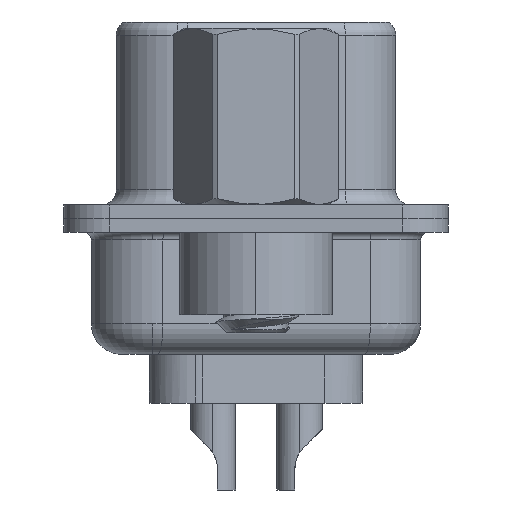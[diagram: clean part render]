
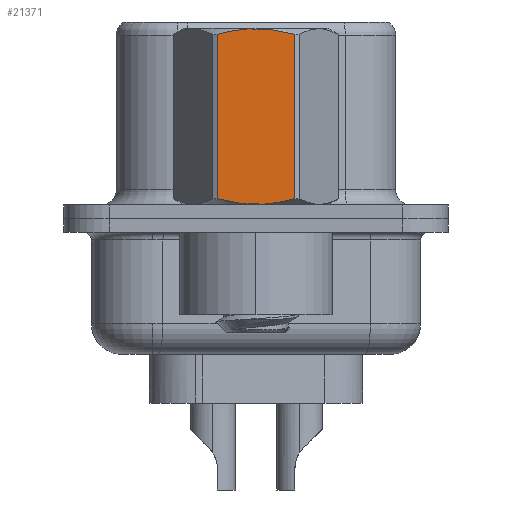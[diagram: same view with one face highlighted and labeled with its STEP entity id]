
A CAD part, left-side view. The second image highlights one B-rep face of the part: STEP entity #21371.
In plain terms, the highlighted planar face has unit normal (-1, 0, 0).
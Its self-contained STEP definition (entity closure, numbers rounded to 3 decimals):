
#2033 = CARTESIAN_POINT ( 'NONE',  ( -2.381, 1.273, 3.792 ) ) ;
#2288 = EDGE_CURVE ( 'NONE', #5344, #16605, #14032, .T. ) ;
#2648 = CARTESIAN_POINT ( 'NONE',  ( -2.381, -1.273, 6.048 ) ) ;
#3554 = CARTESIAN_POINT ( 'NONE',  ( -2.381, 1.375, -3.75 ) ) ;
#4236 = DIRECTION ( 'NONE',  ( 0., 0., -1. ) ) ;
#5344 = VERTEX_POINT ( 'NONE', #10719 ) ;
#5957 = VECTOR ( 'NONE', #21141, 1000. ) ;
#6041 = ORIENTED_EDGE ( 'NONE', *, *, #2288, .T. ) ;
#6992 = CARTESIAN_POINT ( 'NONE',  ( -2.381, -0.432, 6.215 ) ) ;
#8187 = FACE_OUTER_BOUND ( 'NONE', #9437, .T. ) ;
#8449 = VERTEX_POINT ( 'NONE', #11043 ) ;
#9437 = EDGE_LOOP ( 'NONE', ( #6041, #17015, #22429, #18078 ) ) ;
#9508 = CARTESIAN_POINT ( 'NONE',  ( -2.381, 0.215, 6.232 ) ) ;
#10688 = CARTESIAN_POINT ( 'NONE',  ( -2.381, -1.273, 3.792 ) ) ;
#10719 = CARTESIAN_POINT ( 'NONE',  ( -2.381, 1.273, 0.652 ) ) ;
#11043 = CARTESIAN_POINT ( 'NONE',  ( -2.381, 1.273, 6.048 ) ) ;
#11619 = CARTESIAN_POINT ( 'NONE',  ( -2.381, 0.853, 6.151 ) ) ;
#12201 = B_SPLINE_CURVE_WITH_KNOTS ( 'NONE', 3,
 ( #2648, #15399, #19680, #6992, #21768, #9508, #24258, #11619, #26371, #13730 ),
 .UNSPECIFIED., .F., .F.,
 ( 4, 2, 2, 2, 4 ),
 ( 0.001, 0.002, 0.002, 0.003, 0.004 ),
 .UNSPECIFIED. ) ;
#12221 = PLANE ( 'NONE',  #14091 ) ;
#12646 = CARTESIAN_POINT ( 'NONE',  ( -2.381, -1.273, 0.652 ) ) ;
#13730 = CARTESIAN_POINT ( 'NONE',  ( -2.381, 1.273, 6.048 ) ) ;
#14032 = B_SPLINE_CURVE_WITH_KNOTS ( 'NONE', 3,
 ( #18772, #18862, #19107, #18500, #18458, #18397, #18359, #18296, #18265, #23799 ),
 .UNSPECIFIED., .F., .F.,
 ( 4, 2, 2, 2, 4 ),
 ( 0.003, 0.003, 0.004, 0.004, 0.005 ),
 .UNSPECIFIED. ) ;
#14091 = AXIS2_PLACEMENT_3D ( 'NONE', #3554, #26942, #14332 ) ;
#14332 = DIRECTION ( 'NONE',  ( 0., -1., 0. ) ) ;
#14678 = CARTESIAN_POINT ( 'NONE',  ( -2.381, -1.273, 6.048 ) ) ;
#15399 = CARTESIAN_POINT ( 'NONE',  ( -2.381, -1.066, 6.104 ) ) ;
#15952 = VERTEX_POINT ( 'NONE', #14678 ) ;
#16551 = LINE ( 'NONE', #10688, #5957 ) ;
#16605 = VERTEX_POINT ( 'NONE', #12646 ) ;
#17015 = ORIENTED_EDGE ( 'NONE', *, *, #26767, .T. ) ;
#18078 = ORIENTED_EDGE ( 'NONE', *, *, #27267, .T. ) ;
#18265 = CARTESIAN_POINT ( 'NONE',  ( -2.381, -1.066, 0.596 ) ) ;
#18296 = CARTESIAN_POINT ( 'NONE',  ( -2.381, -0.858, 0.55 ) ) ;
#18359 = CARTESIAN_POINT ( 'NONE',  ( -2.381, -0.432, 0.485 ) ) ;
#18397 = CARTESIAN_POINT ( 'NONE',  ( -2.381, -0.215, 0.468 ) ) ;
#18458 = CARTESIAN_POINT ( 'NONE',  ( -2.381, 0.215, 0.468 ) ) ;
#18500 = CARTESIAN_POINT ( 'NONE',  ( -2.381, 0.428, 0.485 ) ) ;
#18772 = CARTESIAN_POINT ( 'NONE',  ( -2.381, 1.273, 0.652 ) ) ;
#18794 = EDGE_CURVE ( 'NONE', #15952, #8449, #12201, .T. ) ;
#18862 = CARTESIAN_POINT ( 'NONE',  ( -2.381, 1.065, 0.596 ) ) ;
#19107 = CARTESIAN_POINT ( 'NONE',  ( -2.381, 0.853, 0.549 ) ) ;
#19191 = VECTOR ( 'NONE', #4236, 1000. ) ;
#19680 = CARTESIAN_POINT ( 'NONE',  ( -2.381, -0.858, 6.15 ) ) ;
#21141 = DIRECTION ( 'NONE',  ( 0., 0., 1. ) ) ;
#21371 = ADVANCED_FACE ( 'NONE', ( #8187 ), #12221, .T. ) ;
#21768 = CARTESIAN_POINT ( 'NONE',  ( -2.381, -0.215, 6.232 ) ) ;
#22429 = ORIENTED_EDGE ( 'NONE', *, *, #18794, .T. ) ;
#23799 = CARTESIAN_POINT ( 'NONE',  ( -2.381, -1.273, 0.652 ) ) ;
#24258 = CARTESIAN_POINT ( 'NONE',  ( -2.381, 0.428, 6.215 ) ) ;
#25437 = LINE ( 'NONE', #2033, #19191 ) ;
#26371 = CARTESIAN_POINT ( 'NONE',  ( -2.381, 1.065, 6.104 ) ) ;
#26767 = EDGE_CURVE ( 'NONE', #16605, #15952, #16551, .T. ) ;
#26942 = DIRECTION ( 'NONE',  ( -1., 0., 0. ) ) ;
#27267 = EDGE_CURVE ( 'NONE', #8449, #5344, #25437, .T. ) ;
